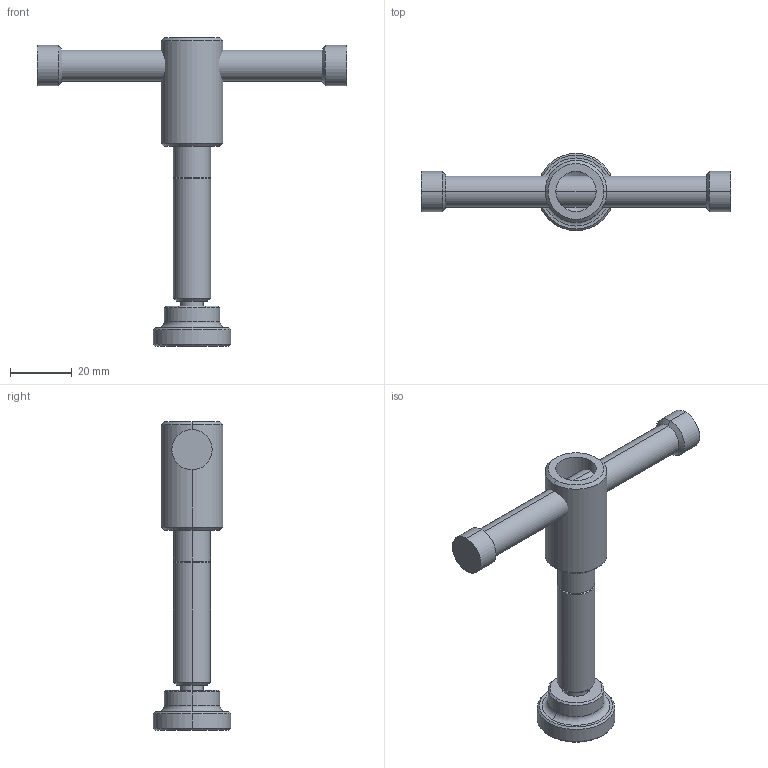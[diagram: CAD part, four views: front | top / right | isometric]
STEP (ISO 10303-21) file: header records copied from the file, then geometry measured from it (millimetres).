
FILE_DESCRIPTION(('STEP AP214'),'1');
FILE_NAME('HALDERN_EH_24500_0113.stp','2014-09-15T07:39:39',('TraceParts'),('TraceParts S.A.'),'XStep 1.0',' ',' ');
FILE_SCHEMA(('automotive_design'));
Length unit declared in the file: millimetre
Products named in the file (3): 1; 2; 3
Bounding box: 100 x 25 x 99.6 mm (x, y, z)
Volume: 26942.1 mm3; surface area: 11322.9 mm2
Topology: 3 solids, 3 shells, 72 faces, 144 edges, 79 vertices
Faces by surface type: cone 28, cylinder 26, plane 10, torus 8
Entity records: 3545 total; most frequent: DIRECTION 372, STYLED_ITEM 292, PRESENTATION_STYLE_ASSIGNMENT 292, CARTESIAN_POINT 292, COLOUR_RGB 292, ORIENTED_EDGE 276, AXIS2_PLACEMENT_3D 159, EDGE_CURVE 138
